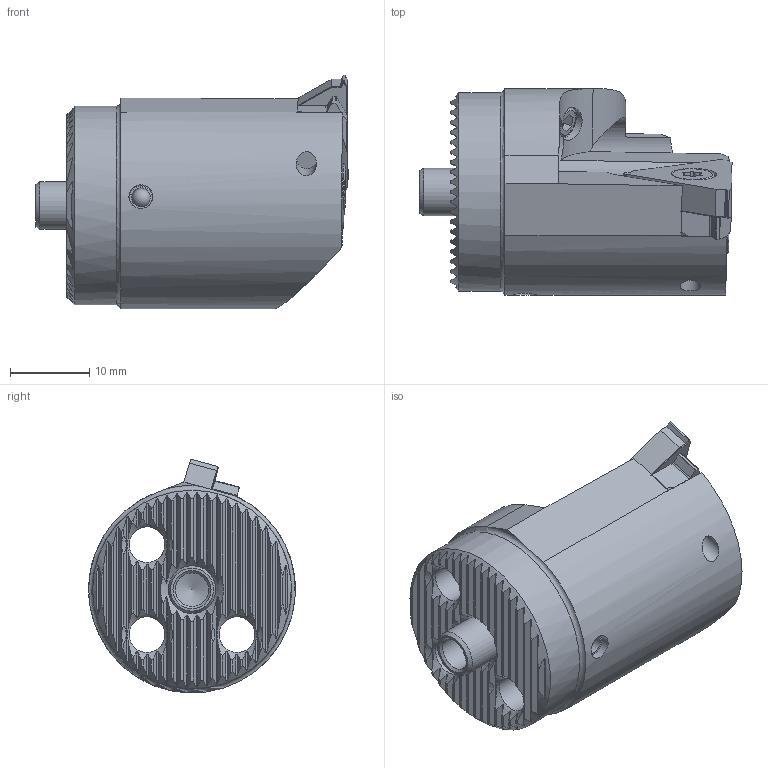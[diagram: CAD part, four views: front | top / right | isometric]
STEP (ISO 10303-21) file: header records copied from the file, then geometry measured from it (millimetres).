
FILE_DESCRIPTION (( 'STEP AP214' ), '1' );
FILE_NAME ('WK3.BGB.LGA.035.STEP', '2020-08-28T13:51:22', ( '' ), ( '' ), 'SwSTEP 2.0', 'SolidWorks 2017', '' );
FILE_SCHEMA (( 'AUTOMOTIVE_DESIGN' ));
Length unit declared in the file: millimetre
Products named in the file (9): KVT_MB_600_030; WGB-ER2.001.012_A; WK3-BGB.LGA.035_B; WK3.BGB.LGA.035; LT16ER; WKX-ER1.004.005_A_PreviewCfg; WGB-ER3.001.007_A; WGB-ER2.102.003_A; WK3-ER1.001.006_A_Fertigbearbeitung
Assembly tree (8 placements, depth 2):
  WK3.BGB.LGA.035
    WK3-BGB.LGA.035_B
    WKX-ER1.004.005_A_PreviewCfg
    KVT_MB_600_030
    WK3-ER1.001.006_A_Fertigbearbeitung
    LT16ER
    WGB-ER2.102.003_A
    WGB-ER2.001.012_A
    WGB-ER3.001.007_A
Bounding box: 39.27 x 26 x 29.41 mm (x, y, z)
Volume: 11391.1 mm3; surface area: 7175.1 mm2
Topology: 9 solids, 9 shells, 353 faces, 952 edges, 614 vertices
Faces by surface type: plane 201, cylinder 99, cone 47, torus 5, sphere 1
Full cylindrical faces by diameter (mm): 1.7 x1, 2.381 x1, 2.5 x2, 2.578 x2, 2.775 x1, 3 x4, 3.175 x1, 3.3 x1, 4 x2, 4.025 x1, 4.2 x3, 4.5 x3, 5.5 x2, 6 x2, 7.5 x3, 25 x1
Entity records: 12230 total; most frequent: CARTESIAN_POINT 3754, ORIENTED_EDGE 1714, DIRECTION 1513, EDGE_CURVE 857, VERTEX_POINT 590, AXIS2_PLACEMENT_3D 581, EDGE_LOOP 441, FACE_OUTER_BOUND 387
